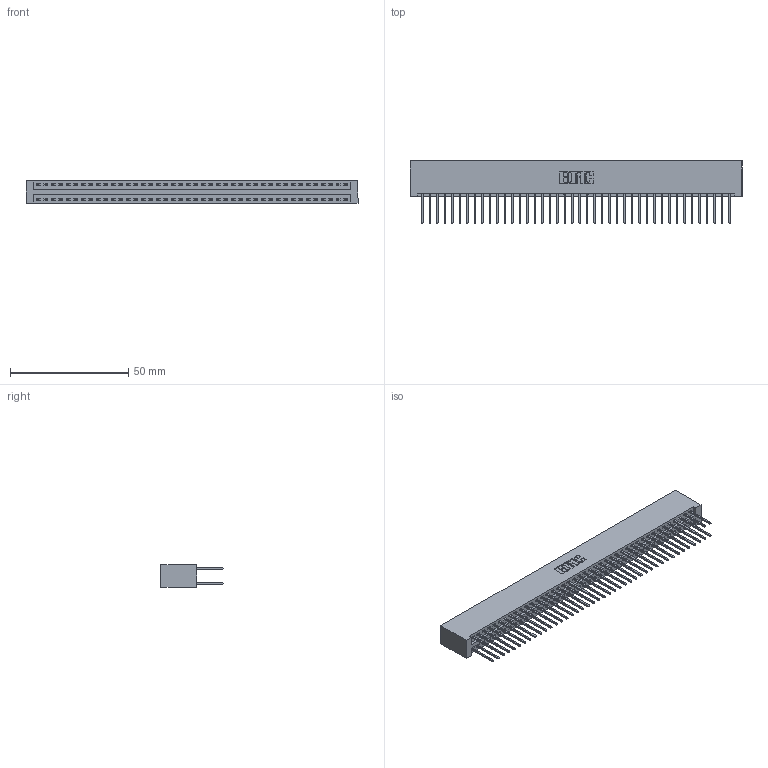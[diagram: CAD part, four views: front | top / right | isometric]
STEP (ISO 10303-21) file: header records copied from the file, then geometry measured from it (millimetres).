
FILE_DESCRIPTION (( 'STEP AP203' ), '1' );
FILE_NAME ('396-084-522-201.STEP', '2018-09-10T00:37:16', ( '' ), ( '' ), 'SwSTEP 2.0', 'SolidWorks 2016', '' );
FILE_SCHEMA (( 'CONFIG_CONTROL_DESIGN' ));
Length unit declared in the file: inch
Products named in the file (3): 346 Part_No Mounting Lugs; 345-292-001_345-293-122; 396-084-522-201
Assembly tree (85 placements, depth 2):
  396-084-522-201
    346 Part_No Mounting Lugs
    345-292-001_345-293-122  x84
Bounding box: 140.59 x 26.42 x 9.4 mm (x, y, z)
Volume: 14497.7 mm3; surface area: 21089 mm2
Topology: 85 solids, 85 shells, 4482 faces, 13325 edges, 8770 vertices
Faces by surface type: plane 3012, cylinder 1470
Entity records: 27151 total; most frequent: CARTESIAN_POINT 4472, ORIENTED_EDGE 4406, DIRECTION 3987, EDGE_CURVE 2203, LINE 1911, VECTOR 1911, VERTEX_POINT 1466, AXIS2_PLACEMENT_3D 1038
